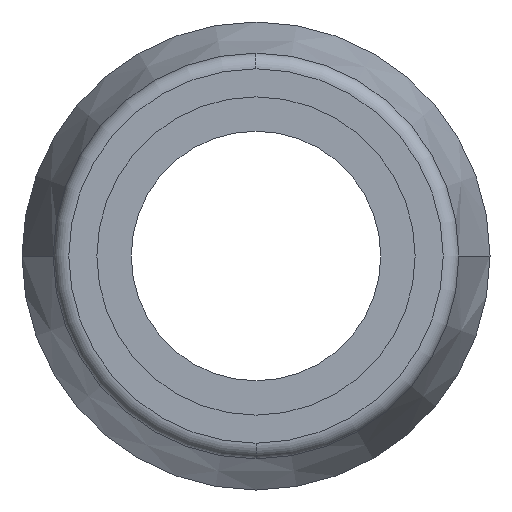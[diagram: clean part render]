
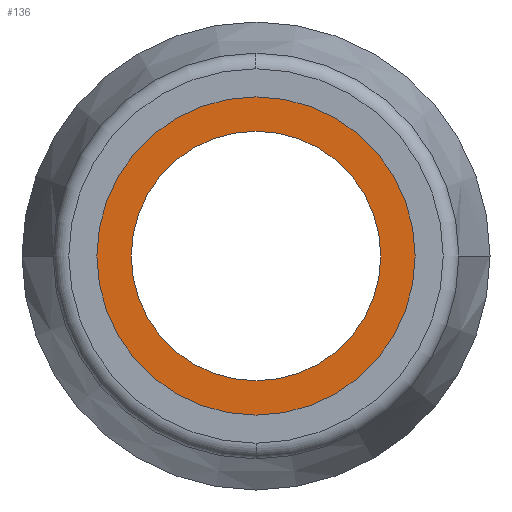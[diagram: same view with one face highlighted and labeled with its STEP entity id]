
A CAD part, front view. The second image highlights one B-rep face of the part: STEP entity #136.
In plain terms, the highlighted planar face has unit normal (0, -1, 0).
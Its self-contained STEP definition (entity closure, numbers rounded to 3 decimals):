
#136=ADVANCED_FACE('',(#290,#291),#292,.F.);
#290=FACE_BOUND('',#463,.T.);
#291=FACE_OUTER_BOUND('',#464,.T.);
#292=PLANE('',#465);
#463=EDGE_LOOP('',(#787,#788));
#464=EDGE_LOOP('',(#789,#790));
#465=AXIS2_PLACEMENT_3D('',#791,#792,#793);
#787=ORIENTED_EDGE('',*,*,#1091,.F.);
#788=ORIENTED_EDGE('',*,*,#1092,.F.);
#789=ORIENTED_EDGE('',*,*,#1088,.F.);
#790=ORIENTED_EDGE('',*,*,#997,.F.);
#791=CARTESIAN_POINT('',(0.0,29.0,0.0));
#792=DIRECTION('',(-0.0,1.0,0.0));
#793=DIRECTION('',(1.0,0.0,0.0));
#997=EDGE_CURVE('',#1184,#1179,#1186,.T.);
#1088=EDGE_CURVE('',#1179,#1184,#1314,.T.);
#1091=EDGE_CURVE('',#1317,#1318,#1319,.T.);
#1092=EDGE_CURVE('',#1318,#1317,#1320,.T.);
#1179=VERTEX_POINT('',#1421);
#1184=VERTEX_POINT('',#1427);
#1186=CIRCLE('',#1430,5.1);
#1314=CIRCLE('',#1578,5.1);
#1317=VERTEX_POINT('',#1581);
#1318=VERTEX_POINT('',#1582);
#1319=CIRCLE('',#1583,4.0);
#1320=CIRCLE('',#1584,4.0);
#1421=CARTESIAN_POINT('',(5.1,29.0,0.0));
#1427=CARTESIAN_POINT('',(-5.1,29.0,0.));
#1430=AXIS2_PLACEMENT_3D('',#1680,#1681,#1682);
#1578=AXIS2_PLACEMENT_3D('',#1841,#1842,#1843);
#1581=CARTESIAN_POINT('',(-4.0,29.0,0.));
#1582=CARTESIAN_POINT('',(4.0,29.0,0.));
#1583=AXIS2_PLACEMENT_3D('',#1847,#1848,#1849);
#1584=AXIS2_PLACEMENT_3D('',#1850,#1851,#1852);
#1680=CARTESIAN_POINT('',(0.0,29.0,0.0));
#1681=DIRECTION('',(-0.0,1.0,0.0));
#1682=DIRECTION('',(1.0,0.0,0.0));
#1841=CARTESIAN_POINT('',(0.0,29.0,0.0));
#1842=DIRECTION('',(-0.0,1.0,0.0));
#1843=DIRECTION('',(1.0,0.0,0.0));
#1847=CARTESIAN_POINT('',(0.0,29.0,0.0));
#1848=DIRECTION('',(0.0,-1.0,0.0));
#1849=DIRECTION('',(1.0,0.0,0.0));
#1850=CARTESIAN_POINT('',(0.0,29.0,0.0));
#1851=DIRECTION('',(0.0,-1.0,0.0));
#1852=DIRECTION('',(1.0,0.0,0.0));
